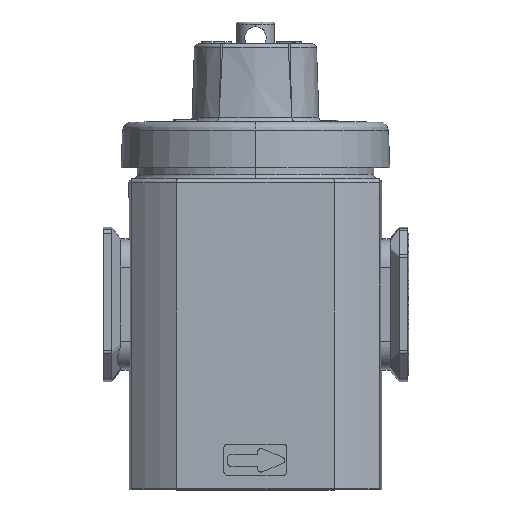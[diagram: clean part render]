
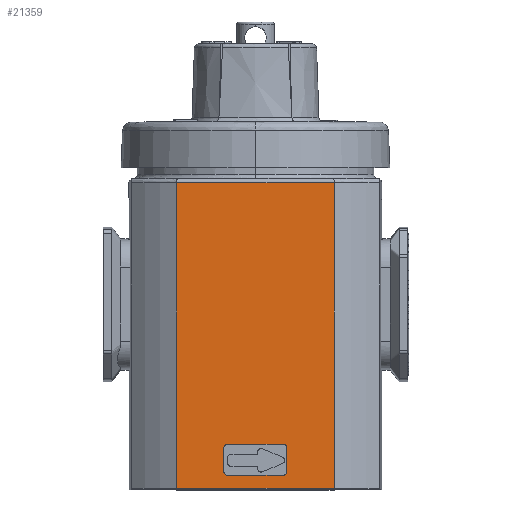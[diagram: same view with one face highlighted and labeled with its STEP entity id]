
A CAD part, top view. The second image highlights one B-rep face of the part: STEP entity #21359.
In plain terms, the highlighted planar face has unit normal (0, 0, 1).
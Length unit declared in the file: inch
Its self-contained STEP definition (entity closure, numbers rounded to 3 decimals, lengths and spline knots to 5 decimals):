
#170 = CARTESIAN_POINT ( 'NONE',  ( 1.5748, 2.77559, 1.41732 ) ) ;
#257 = VERTEX_POINT ( 'NONE', #20404 ) ;
#551 = EDGE_CURVE ( 'NONE', #7491, #3467, #10713, .T. ) ;
#578 = VERTEX_POINT ( 'NONE', #13740 ) ;
#803 = AXIS2_PLACEMENT_3D ( 'NONE', #13532, #7281, #27046 ) ;
#888 = EDGE_CURVE ( 'NONE', #19908, #14458, #17357, .T. ) ;
#1361 = DIRECTION ( 'NONE',  ( 0., -1., 0. ) ) ;
#1394 = ORIENTED_EDGE ( 'NONE', *, *, #10168, .T. ) ;
#1417 = ORIENTED_EDGE ( 'NONE', *, *, #9976, .F. ) ;
#1760 = EDGE_CURVE ( 'NONE', #3215, #9372, #10559, .T. ) ;
#1767 = DIRECTION ( 'NONE',  ( 1., 0., 0. ) ) ;
#2102 = VECTOR ( 'NONE', #17643, 39.37008 ) ;
#2213 = CARTESIAN_POINT ( 'NONE',  ( 0.71312, 2.77559, 1.41732 ) ) ;
#2306 = EDGE_CURVE ( 'NONE', #7491, #15769, #11890, .T. ) ;
#2331 = CARTESIAN_POINT ( 'NONE',  ( -0.2498, 0.37244, 1.41732 ) ) ;
#2376 = CARTESIAN_POINT ( 'NONE',  ( -0.71312, 2.77559, 1.41732 ) ) ;
#2836 = LINE ( 'NONE', #7226, #27097 ) ;
#3066 = EDGE_CURVE ( 'NONE', #16734, #18370, #16511, .T. ) ;
#3108 = AXIS2_PLACEMENT_3D ( 'NONE', #8075, #23644, #19268 ) ;
#3157 = VECTOR ( 'NONE', #14405, 39.37008 ) ;
#3215 = VERTEX_POINT ( 'NONE', #27195 ) ;
#3467 = VERTEX_POINT ( 'NONE', #14547 ) ;
#3486 = CARTESIAN_POINT ( 'NONE',  ( -0.28524, 0.16339, 1.41732 ) ) ;
#3523 = LINE ( 'NONE', #21708, #3768 ) ;
#3524 = EDGE_LOOP ( 'NONE', ( #1394, #17241, #13444, #4245, #23517, #1417, #10747, #16340 ) ) ;
#3768 = VECTOR ( 'NONE', #1767, 39.37008 ) ;
#3950 = DIRECTION ( 'NONE',  ( 0., 0., -1. ) ) ;
#4191 = EDGE_CURVE ( 'NONE', #578, #14458, #17545, .T. ) ;
#4245 = ORIENTED_EDGE ( 'NONE', *, *, #15424, .F. ) ;
#4891 = DIRECTION ( 'NONE',  ( 1., 0., 0. ) ) ;
#6116 = CARTESIAN_POINT ( 'NONE',  ( 0.2498, 0.12795, 1.41732 ) ) ;
#6290 = EDGE_CURVE ( 'NONE', #257, #16734, #3523, .T. ) ;
#6742 = FACE_BOUND ( 'NONE', #3524, .T. ) ;
#7145 = CARTESIAN_POINT ( 'NONE',  ( 1.5748, 0.00984, 1.41732 ) ) ;
#7226 = CARTESIAN_POINT ( 'NONE',  ( 1.5748, 0.12795, 1.41732 ) ) ;
#7281 = DIRECTION ( 'NONE',  ( 0., 0., -1. ) ) ;
#7491 = VERTEX_POINT ( 'NONE', #11598 ) ;
#7584 = LINE ( 'NONE', #7145, #10884 ) ;
#7633 = VERTEX_POINT ( 'NONE', #21341 ) ;
#8075 = CARTESIAN_POINT ( 'NONE',  ( 0.2498, 0.16339, 1.41732 ) ) ;
#8467 = AXIS2_PLACEMENT_3D ( 'NONE', #2331, #17624, #11356 ) ;
#8936 = DIRECTION ( 'NONE',  ( 0., 0., -1. ) ) ;
#9372 = VERTEX_POINT ( 'NONE', #6116 ) ;
#9976 = EDGE_CURVE ( 'NONE', #578, #9372, #2836, .T. ) ;
#10168 = EDGE_CURVE ( 'NONE', #19908, #3467, #14560, .T. ) ;
#10557 = VECTOR ( 'NONE', #1361, 39.37008 ) ;
#10559 = CIRCLE ( 'NONE', #3108, 0.03543 ) ;
#10713 = LINE ( 'NONE', #19584, #10948 ) ;
#10747 = ORIENTED_EDGE ( 'NONE', *, *, #4191, .T. ) ;
#10857 = AXIS2_PLACEMENT_3D ( 'NONE', #170, #8936, #15607 ) ;
#10884 = VECTOR ( 'NONE', #24880, 39.37008 ) ;
#10948 = VECTOR ( 'NONE', #19875, 39.37008 ) ;
#11265 = DIRECTION ( 'NONE',  ( 0., 1., 0. ) ) ;
#11356 = DIRECTION ( 'NONE',  ( 1., 0., 0. ) ) ;
#11598 = CARTESIAN_POINT ( 'NONE',  ( 0.2498, 0.40787, 1.41732 ) ) ;
#11890 = CIRCLE ( 'NONE', #803, 0.03543 ) ;
#13444 = ORIENTED_EDGE ( 'NONE', *, *, #2306, .T. ) ;
#13532 = CARTESIAN_POINT ( 'NONE',  ( 0.2498, 0.37244, 1.41732 ) ) ;
#13643 = CARTESIAN_POINT ( 'NONE',  ( 0.71312, 0.00984, 1.41732 ) ) ;
#13740 = CARTESIAN_POINT ( 'NONE',  ( -0.2498, 0.12795, 1.41732 ) ) ;
#14405 = DIRECTION ( 'NONE',  ( 0., 1., 0. ) ) ;
#14458 = VERTEX_POINT ( 'NONE', #3486 ) ;
#14547 = CARTESIAN_POINT ( 'NONE',  ( -0.2498, 0.40787, 1.41732 ) ) ;
#14560 = CIRCLE ( 'NONE', #8467, 0.03543 ) ;
#15011 = CARTESIAN_POINT ( 'NONE',  ( -0.2498, 0.16339, 1.41732 ) ) ;
#15150 = DIRECTION ( 'NONE',  ( 1., 0., 0. ) ) ;
#15424 = EDGE_CURVE ( 'NONE', #3215, #15769, #22724, .T. ) ;
#15537 = ORIENTED_EDGE ( 'NONE', *, *, #21755, .F. ) ;
#15607 = DIRECTION ( 'NONE',  ( -1., 0., 0. ) ) ;
#15769 = VERTEX_POINT ( 'NONE', #21969 ) ;
#16020 = CARTESIAN_POINT ( 'NONE',  ( 0.28524, 2.77559, 1.41732 ) ) ;
#16340 = ORIENTED_EDGE ( 'NONE', *, *, #888, .F. ) ;
#16511 = LINE ( 'NONE', #26098, #10557 ) ;
#16734 = VERTEX_POINT ( 'NONE', #2213 ) ;
#17097 = AXIS2_PLACEMENT_3D ( 'NONE', #15011, #3950, #15150 ) ;
#17241 = ORIENTED_EDGE ( 'NONE', *, *, #551, .F. ) ;
#17357 = LINE ( 'NONE', #24344, #2102 ) ;
#17545 = CIRCLE ( 'NONE', #17097, 0.03543 ) ;
#17624 = DIRECTION ( 'NONE',  ( 0., 0., -1. ) ) ;
#17643 = DIRECTION ( 'NONE',  ( 0., -1., 0. ) ) ;
#18370 = VERTEX_POINT ( 'NONE', #13643 ) ;
#19268 = DIRECTION ( 'NONE',  ( 1., 0., 0. ) ) ;
#19584 = CARTESIAN_POINT ( 'NONE',  ( 1.5748, 0.40787, 1.41732 ) ) ;
#19875 = DIRECTION ( 'NONE',  ( -1., 0., 0. ) ) ;
#19908 = VERTEX_POINT ( 'NONE', #27408 ) ;
#20031 = ORIENTED_EDGE ( 'NONE', *, *, #6290, .F. ) ;
#20404 = CARTESIAN_POINT ( 'NONE',  ( -0.71312, 2.77559, 1.41732 ) ) ;
#20665 = VECTOR ( 'NONE', #11265, 39.37008 ) ;
#21341 = CARTESIAN_POINT ( 'NONE',  ( -0.71312, 0.00984, 1.41732 ) ) ;
#21359 = ADVANCED_FACE ( 'NONE', ( #28306, #6742 ), #21627, .F. ) ;
#21627 = PLANE ( 'NONE',  #10857 ) ;
#21708 = CARTESIAN_POINT ( 'NONE',  ( 1.5748, 2.77559, 1.41732 ) ) ;
#21755 = EDGE_CURVE ( 'NONE', #18370, #7633, #7584, .T. ) ;
#21969 = CARTESIAN_POINT ( 'NONE',  ( 0.28524, 0.37244, 1.41732 ) ) ;
#22724 = LINE ( 'NONE', #16020, #3157 ) ;
#23517 = ORIENTED_EDGE ( 'NONE', *, *, #1760, .T. ) ;
#23644 = DIRECTION ( 'NONE',  ( 0., 0., -1. ) ) ;
#23866 = ORIENTED_EDGE ( 'NONE', *, *, #3066, .F. ) ;
#24344 = CARTESIAN_POINT ( 'NONE',  ( -0.28524, 2.77559, 1.41732 ) ) ;
#24598 = EDGE_LOOP ( 'NONE', ( #25720, #15537, #23866, #20031 ) ) ;
#24880 = DIRECTION ( 'NONE',  ( -1., 0., 0. ) ) ;
#25720 = ORIENTED_EDGE ( 'NONE', *, *, #28069, .F. ) ;
#26098 = CARTESIAN_POINT ( 'NONE',  ( 0.71312, 2.77559, 1.41732 ) ) ;
#26539 = LINE ( 'NONE', #2376, #20665 ) ;
#27046 = DIRECTION ( 'NONE',  ( 1., 0., 0. ) ) ;
#27097 = VECTOR ( 'NONE', #4891, 39.37008 ) ;
#27195 = CARTESIAN_POINT ( 'NONE',  ( 0.28524, 0.16339, 1.41732 ) ) ;
#27408 = CARTESIAN_POINT ( 'NONE',  ( -0.28524, 0.37244, 1.41732 ) ) ;
#28069 = EDGE_CURVE ( 'NONE', #7633, #257, #26539, .T. ) ;
#28306 = FACE_OUTER_BOUND ( 'NONE', #24598, .T. ) ;
